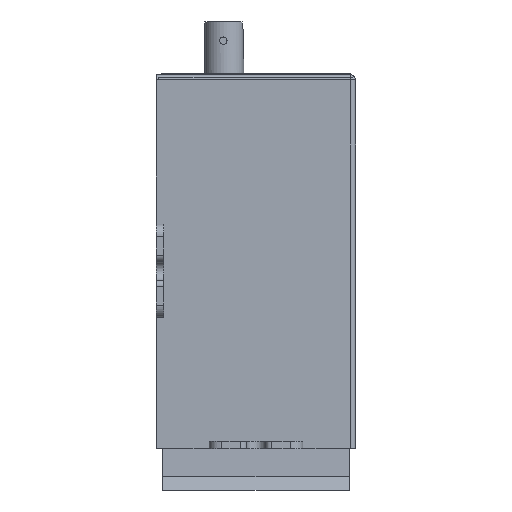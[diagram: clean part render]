
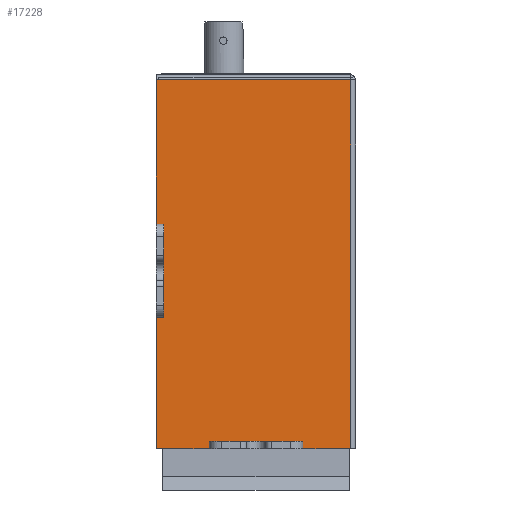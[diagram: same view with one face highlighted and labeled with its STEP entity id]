
A CAD part, front view. The second image highlights one B-rep face of the part: STEP entity #17228.
In plain terms, the highlighted planar face has unit normal (0, -1, 0).
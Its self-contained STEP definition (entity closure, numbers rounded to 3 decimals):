
#3127 = EDGE_CURVE ( 'NONE', #25033, #25034, #24554, .T. ) ;
#3144 = EDGE_CURVE ( 'NONE', #25049, #25048, #24565, .T. ) ;
#3156 = EDGE_CURVE ( 'NONE', #25060, #25033, #24572, .T. ) ;
#3157 = EDGE_CURVE ( 'NONE', #25060, #25061, #24573, .T. ) ;
#3158 = EDGE_CURVE ( 'NONE', #25062, #25034, #24574, .T. ) ;
#3159 = EDGE_CURVE ( 'NONE', #25062, #25063, #24575, .T. ) ;
#3160 = EDGE_CURVE ( 'NONE', #25063, #25049, #24576, .T. ) ;
#3161 = EDGE_CURVE ( 'NONE', #25048, #25064, #24577, .T. ) ;
#3162 = EDGE_CURVE ( 'NONE', #25065, #25064, #24578, .T. ) ;
#3163 = EDGE_CURVE ( 'NONE', #25065, #25066, #24579, .T. ) ;
#3164 = EDGE_CURVE ( 'NONE', #25066, #25067, #24580, .T. ) ;
#3165 = EDGE_CURVE ( 'NONE', #25067, #25061, #24581, .T. ) ;
#9310 = CARTESIAN_POINT ( 'NONE',  ( -20.3, -50.8, 38.1 ) ) ;
#9311 = DIRECTION ( 'NONE',  ( 0., 0., -1. ) ) ;
#9350 = CARTESIAN_POINT ( 'NONE',  ( -20.3, -50.8, 38.1 ) ) ;
#9351 = DIRECTION ( 'NONE',  ( 0., 0., -1. ) ) ;
#9379 = CARTESIAN_POINT ( 'NONE',  ( -20.3, -50.8, 37.1 ) ) ;
#9380 = DIRECTION ( 'NONE',  ( -1., 0., 0. ) ) ;
#9381 = CARTESIAN_POINT ( 'NONE',  ( 19.3, -50.8, 38.1 ) ) ;
#9382 = DIRECTION ( 'NONE',  ( 0., 0., -1. ) ) ;
#9383 = CARTESIAN_POINT ( 'NONE',  ( -18.8, -50.8, 7.7 ) ) ;
#9384 = DIRECTION ( 'NONE',  ( -1., 0., 0. ) ) ;
#9385 = CARTESIAN_POINT ( 'NONE',  ( -18.8, -50.8, -11.35 ) ) ;
#9386 = DIRECTION ( 'NONE',  ( 0., 0., -1. ) ) ;
#9387 = CARTESIAN_POINT ( 'NONE',  ( -18.8, -50.8, -11.35 ) ) ;
#9388 = DIRECTION ( 'NONE',  ( -1., 0., 0. ) ) ;
#9389 = CARTESIAN_POINT ( 'NONE',  ( -20.3, -50.8, -38.1 ) ) ;
#9390 = DIRECTION ( 'NONE',  ( 1., 0., 0. ) ) ;
#9391 = CARTESIAN_POINT ( 'NONE',  ( -9.525, -50.8, -36.6 ) ) ;
#9392 = DIRECTION ( 'NONE',  ( 0., 0., -1. ) ) ;
#9393 = CARTESIAN_POINT ( 'NONE',  ( 9.525, -50.8, -36.6 ) ) ;
#9394 = DIRECTION ( 'NONE',  ( 1., 0., 0. ) ) ;
#9395 = CARTESIAN_POINT ( 'NONE',  ( 9.525, -50.8, -36.6 ) ) ;
#9396 = DIRECTION ( 'NONE',  ( 0., 0., -1. ) ) ;
#9397 = CARTESIAN_POINT ( 'NONE',  ( -20.3, -50.8, -38.1 ) ) ;
#9398 = DIRECTION ( 'NONE',  ( 1., 0., 0. ) ) ;
#10640 = CARTESIAN_POINT ( 'NONE',  ( -20.3, -50.8, 37.1 ) ) ;
#10641 = CARTESIAN_POINT ( 'NONE',  ( -20.3, -50.8, 7.7 ) ) ;
#10655 = CARTESIAN_POINT ( 'NONE',  ( -20.3, -50.8, -38.1 ) ) ;
#10656 = CARTESIAN_POINT ( 'NONE',  ( -20.3, -50.8, -11.35 ) ) ;
#10667 = CARTESIAN_POINT ( 'NONE',  ( 19.3, -50.8, 37.1 ) ) ;
#10668 = CARTESIAN_POINT ( 'NONE',  ( 19.3, -50.8, -38.1 ) ) ;
#10669 = CARTESIAN_POINT ( 'NONE',  ( -18.8, -50.8, 7.7 ) ) ;
#10670 = CARTESIAN_POINT ( 'NONE',  ( -18.8, -50.8, -11.35 ) ) ;
#10671 = CARTESIAN_POINT ( 'NONE',  ( -9.525, -50.8, -38.1 ) ) ;
#10672 = CARTESIAN_POINT ( 'NONE',  ( -9.525, -50.8, -36.6 ) ) ;
#10673 = CARTESIAN_POINT ( 'NONE',  ( 9.525, -50.8, -36.6 ) ) ;
#10674 = CARTESIAN_POINT ( 'NONE',  ( 9.525, -50.8, -38.1 ) ) ;
#14938 = ORIENTED_EDGE ( 'NONE', *, *, #3157, .F. ) ;
#14939 = ORIENTED_EDGE ( 'NONE', *, *, #3127, .T. ) ;
#14940 = ORIENTED_EDGE ( 'NONE', *, *, #3156, .T. ) ;
#14941 = ORIENTED_EDGE ( 'NONE', *, *, #3158, .F. ) ;
#14942 = ORIENTED_EDGE ( 'NONE', *, *, #3160, .T. ) ;
#14943 = ORIENTED_EDGE ( 'NONE', *, *, #3159, .T. ) ;
#14944 = ORIENTED_EDGE ( 'NONE', *, *, #3144, .T. ) ;
#14945 = ORIENTED_EDGE ( 'NONE', *, *, #3161, .T. ) ;
#14946 = ORIENTED_EDGE ( 'NONE', *, *, #3163, .T. ) ;
#14947 = ORIENTED_EDGE ( 'NONE', *, *, #3162, .F. ) ;
#14948 = ORIENTED_EDGE ( 'NONE', *, *, #3164, .T. ) ;
#14949 = ORIENTED_EDGE ( 'NONE', *, *, #3165, .T. ) ;
#17228 = ADVANCED_FACE ( 'NONE', ( #22037 ), #19807, .F. ) ;
#19807 = PLANE ( 'NONE',  #21139 ) ;
#19808 = CARTESIAN_POINT ( 'NONE',  ( -20.3, -50.8, 38.1 ) ) ;
#19809 = DIRECTION ( 'NONE',  ( 0., 1., 0. ) ) ;
#19810 = DIRECTION ( 'NONE',  ( 0., 0., 1. ) ) ;
#21139 = AXIS2_PLACEMENT_3D ( 'NONE', #19808, #19809, #19810 ) ;
#22037 = FACE_OUTER_BOUND ( 'NONE', #22374, .T. ) ;
#22374 = EDGE_LOOP ( 'NONE', ( #14938, #14940, #14939, #14941, #14943, #14942, #14944, #14945, #14947, #14946, #14948, #14949 ) ) ;
#24554 = LINE ( 'NONE', #9310, #25659 ) ;
#24565 = LINE ( 'NONE', #9350, #25682 ) ;
#24572 = LINE ( 'NONE', #9379, #25698 ) ;
#24573 = LINE ( 'NONE', #9381, #25699 ) ;
#24574 = LINE ( 'NONE', #9383, #25700 ) ;
#24575 = LINE ( 'NONE', #9385, #25701 ) ;
#24576 = LINE ( 'NONE', #9387, #25702 ) ;
#24577 = LINE ( 'NONE', #9389, #25703 ) ;
#24578 = LINE ( 'NONE', #9391, #25705 ) ;
#24579 = LINE ( 'NONE', #9393, #25706 ) ;
#24580 = LINE ( 'NONE', #9395, #25707 ) ;
#24581 = LINE ( 'NONE', #9397, #25708 ) ;
#25033 = VERTEX_POINT ( 'NONE', #10640 ) ;
#25034 = VERTEX_POINT ( 'NONE', #10641 ) ;
#25048 = VERTEX_POINT ( 'NONE', #10655 ) ;
#25049 = VERTEX_POINT ( 'NONE', #10656 ) ;
#25060 = VERTEX_POINT ( 'NONE', #10667 ) ;
#25061 = VERTEX_POINT ( 'NONE', #10668 ) ;
#25062 = VERTEX_POINT ( 'NONE', #10669 ) ;
#25063 = VERTEX_POINT ( 'NONE', #10670 ) ;
#25064 = VERTEX_POINT ( 'NONE', #10671 ) ;
#25065 = VERTEX_POINT ( 'NONE', #10672 ) ;
#25066 = VERTEX_POINT ( 'NONE', #10673 ) ;
#25067 = VERTEX_POINT ( 'NONE', #10674 ) ;
#25659 = VECTOR ( 'NONE', #9311, 1000. ) ;
#25682 = VECTOR ( 'NONE', #9351, 1000. ) ;
#25698 = VECTOR ( 'NONE', #9380, 1000. ) ;
#25699 = VECTOR ( 'NONE', #9382, 1000. ) ;
#25700 = VECTOR ( 'NONE', #9384, 1000. ) ;
#25701 = VECTOR ( 'NONE', #9386, 1000. ) ;
#25702 = VECTOR ( 'NONE', #9388, 1000. ) ;
#25703 = VECTOR ( 'NONE', #9390, 1000. ) ;
#25705 = VECTOR ( 'NONE', #9392, 1000. ) ;
#25706 = VECTOR ( 'NONE', #9394, 1000. ) ;
#25707 = VECTOR ( 'NONE', #9396, 1000. ) ;
#25708 = VECTOR ( 'NONE', #9398, 1000. ) ;
